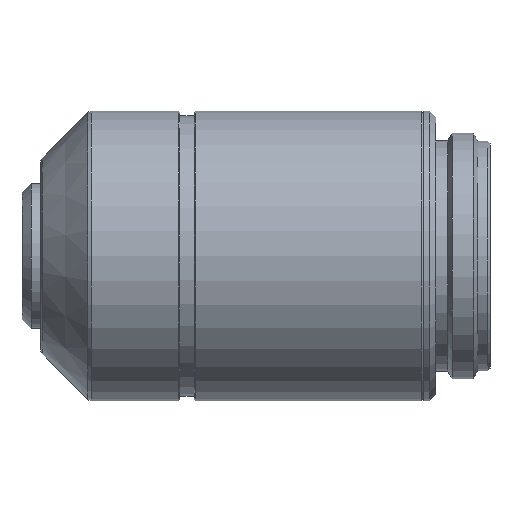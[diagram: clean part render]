
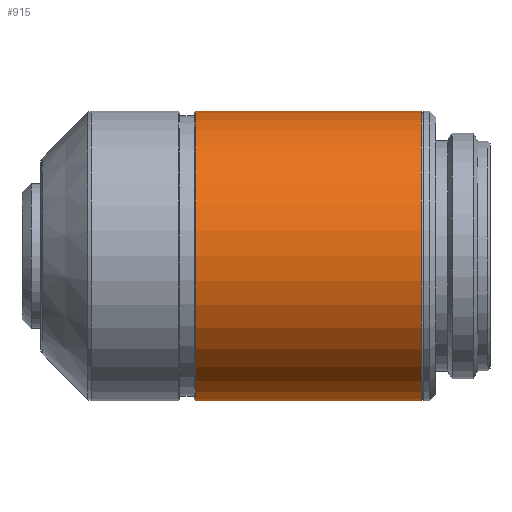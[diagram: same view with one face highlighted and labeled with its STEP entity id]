
A CAD part, top view. The second image highlights one B-rep face of the part: STEP entity #915.
In plain terms, the highlighted cylindrical face has radius 12 mm (diameter 24 mm), a partial arc.
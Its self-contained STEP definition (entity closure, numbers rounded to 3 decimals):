
#1 = AXIS2_PLACEMENT_3D ( 'NONE', #143, #326, #529 ) ;
#5 = EDGE_CURVE ( 'NONE', #504, #422, #441, .T. ) ;
#48 = ORIENTED_EDGE ( 'NONE', *, *, #5, .F. ) ;
#143 = CARTESIAN_POINT ( 'NONE',  ( 43.8, 0., 0. ) ) ;
#159 = CARTESIAN_POINT ( 'NONE',  ( 43.8, 12., 0. ) ) ;
#200 = FACE_OUTER_BOUND ( 'NONE', #708, .T. ) ;
#214 = VECTOR ( 'NONE', #827, 1000. ) ;
#246 = ORIENTED_EDGE ( 'NONE', *, *, #996, .T. ) ;
#257 = ORIENTED_EDGE ( 'NONE', *, *, #402, .T. ) ;
#322 = DIRECTION ( 'NONE',  ( 1., 0., 0. ) ) ;
#326 = DIRECTION ( 'NONE',  ( 1., 0., 0. ) ) ;
#372 = VECTOR ( 'NONE', #322, 1000. ) ;
#402 = EDGE_CURVE ( 'NONE', #504, #501, #610, .T. ) ;
#422 = VERTEX_POINT ( 'NONE', #159 ) ;
#441 = LINE ( 'NONE', #1017, #214 ) ;
#501 = VERTEX_POINT ( 'NONE', #730 ) ;
#504 = VERTEX_POINT ( 'NONE', #544 ) ;
#529 = DIRECTION ( 'NONE',  ( 0., 1., 0. ) ) ;
#544 = CARTESIAN_POINT ( 'NONE',  ( 25.1, 12., 0. ) ) ;
#610 = CIRCLE ( 'NONE', #867, 12. ) ;
#612 = CIRCLE ( 'NONE', #1, 12. ) ;
#694 = AXIS2_PLACEMENT_3D ( 'NONE', #760, #1132, #1158 ) ;
#708 = EDGE_LOOP ( 'NONE', ( #257, #246, #1039, #48 ) ) ;
#730 = CARTESIAN_POINT ( 'NONE',  ( 25.1, -12., 0. ) ) ;
#736 = DIRECTION ( 'NONE',  ( 1., 0., 0. ) ) ;
#760 = CARTESIAN_POINT ( 'NONE',  ( 34.45, 0., 0. ) ) ;
#793 = CARTESIAN_POINT ( 'NONE',  ( 34.45, -12., 0. ) ) ;
#827 = DIRECTION ( 'NONE',  ( 1., 0., 0. ) ) ;
#828 = CARTESIAN_POINT ( 'NONE',  ( 43.8, -12., 0. ) ) ;
#867 = AXIS2_PLACEMENT_3D ( 'NONE', #1111, #736, #1015 ) ;
#915 = ADVANCED_FACE ( 'NONE', ( #200 ), #1153, .T. ) ;
#972 = EDGE_CURVE ( 'NONE', #422, #1112, #612, .T. ) ;
#981 = LINE ( 'NONE', #793, #372 ) ;
#996 = EDGE_CURVE ( 'NONE', #501, #1112, #981, .T. ) ;
#1015 = DIRECTION ( 'NONE',  ( 0., 1., 0. ) ) ;
#1017 = CARTESIAN_POINT ( 'NONE',  ( 34.45, 12., 0. ) ) ;
#1039 = ORIENTED_EDGE ( 'NONE', *, *, #972, .F. ) ;
#1111 = CARTESIAN_POINT ( 'NONE',  ( 25.1, 0., 0. ) ) ;
#1112 = VERTEX_POINT ( 'NONE', #828 ) ;
#1132 = DIRECTION ( 'NONE',  ( 1., 0., 0. ) ) ;
#1153 = CYLINDRICAL_SURFACE ( 'NONE', #694, 12. ) ;
#1158 = DIRECTION ( 'NONE',  ( 0., -1., 0. ) ) ;
